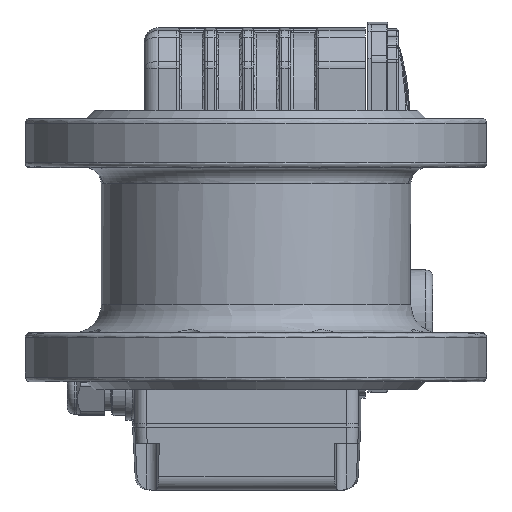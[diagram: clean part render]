
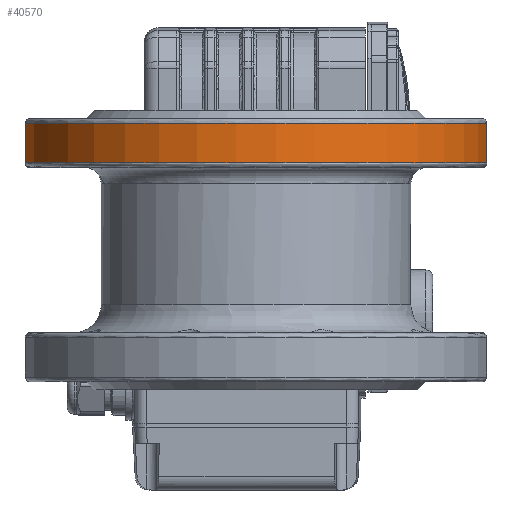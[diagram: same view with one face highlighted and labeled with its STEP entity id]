
A CAD part, front view. The second image highlights one B-rep face of the part: STEP entity #40570.
In plain terms, the highlighted cylindrical face has radius 99.25 mm (diameter 198.5 mm), a partial arc.
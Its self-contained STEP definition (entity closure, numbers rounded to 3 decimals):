
#1872=LINE('',#60412,#5068);
#1873=LINE('',#60416,#5069);
#5068=VECTOR('',#47285,1000.);
#5069=VECTOR('',#47288,1000.);
#8276=CIRCLE('',#43079,99.25);
#8277=CIRCLE('',#43080,99.25);
#10207=ORIENTED_EDGE('',*,*,#21867,.F.);
#10208=ORIENTED_EDGE('',*,*,#21868,.F.);
#10209=ORIENTED_EDGE('',*,*,#21869,.T.);
#10210=ORIENTED_EDGE('',*,*,#21870,.T.);
#21867=EDGE_CURVE('',#27697,#27698,#8276,.T.);
#21868=EDGE_CURVE('',#27699,#27697,#1872,.T.);
#21869=EDGE_CURVE('',#27699,#27700,#8277,.T.);
#21870=EDGE_CURVE('',#27700,#27698,#1873,.T.);
#27697=VERTEX_POINT('',#60410);
#27698=VERTEX_POINT('',#60411);
#27699=VERTEX_POINT('',#60413);
#27700=VERTEX_POINT('',#60415);
#32161=EDGE_LOOP('',(#10207,#10208,#10209,#10210));
#35014=FACE_BOUND('',#32161,.T.);
#37893=CYLINDRICAL_SURFACE('',#43078,99.25);
#40570=ADVANCED_FACE('',(#35014),#37893,.T.);
#43078=AXIS2_PLACEMENT_3D('',#60408,#47281,#47282);
#43079=AXIS2_PLACEMENT_3D('',#60409,#47283,#47284);
#43080=AXIS2_PLACEMENT_3D('',#60414,#47286,#47287);
#47281=DIRECTION('',(0.,0.,1.));
#47282=DIRECTION('',(1.,0.,0.));
#47283=DIRECTION('',(0.,0.,1.));
#47284=DIRECTION('',(1.,0.,0.));
#47285=DIRECTION('',(0.,0.,1.));
#47286=DIRECTION('',(0.,0.,1.));
#47287=DIRECTION('',(1.,0.,0.));
#47288=DIRECTION('',(0.,0.,1.));
#60408=CARTESIAN_POINT('',(0.,0.,0.));
#60409=CARTESIAN_POINT('',(0.,0.,19.));
#60410=CARTESIAN_POINT('',(-44.43,88.75,19.));
#60411=CARTESIAN_POINT('',(44.43,88.75,19.));
#60412=CARTESIAN_POINT('',(-44.43,88.75,0.));
#60413=CARTESIAN_POINT('',(-44.43,88.75,2.));
#60414=CARTESIAN_POINT('',(0.,0.,2.));
#60415=CARTESIAN_POINT('',(44.43,88.75,2.));
#60416=CARTESIAN_POINT('',(44.43,88.75,0.));
